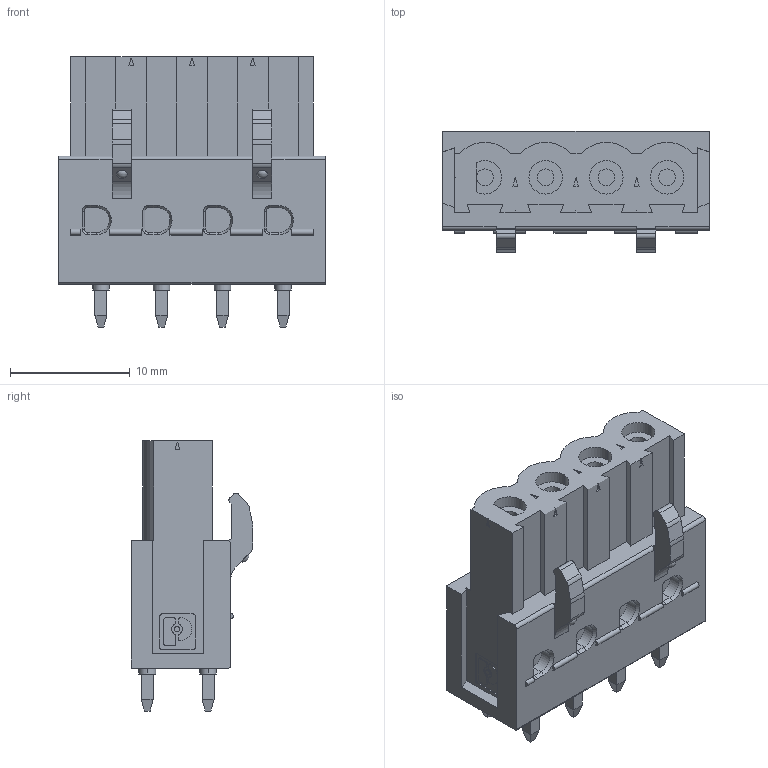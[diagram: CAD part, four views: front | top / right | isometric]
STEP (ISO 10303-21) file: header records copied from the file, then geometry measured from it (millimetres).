
FILE_DESCRIPTION((''),'2;1');
FILE_NAME('PHOENIX_1785968.stp','2013-02-28T09:57:46',(''),(''),'Mechanical Desktop 2011','Mechanical Desktop 2011',', , ');
FILE_SCHEMA(('AUTOMOTIVE_DESIGN { 1 2 10303 214 1 1 1 1 }'));
Length unit declared in the file: millimetre
Products named in the file (1): Product
Bounding box: 22.32 x 10.2 x 22.6 mm (x, y, z)
Volume: 2757.1 mm3; surface area: 1929.3 mm2
Topology: 21 solids, 21 shells, 365 faces, 845 edges, 543 vertices
Faces by surface type: plane 252, cylinder 97, cone 12, sphere 4
Entity records: 10288 total; most frequent: DIRECTION 1798, CARTESIAN_POINT 1750, ORIENTED_EDGE 1682, EDGE_CURVE 841, VECTOR 616, LINE 616, AXIS2_PLACEMENT_3D 591, VERTEX_POINT 543
